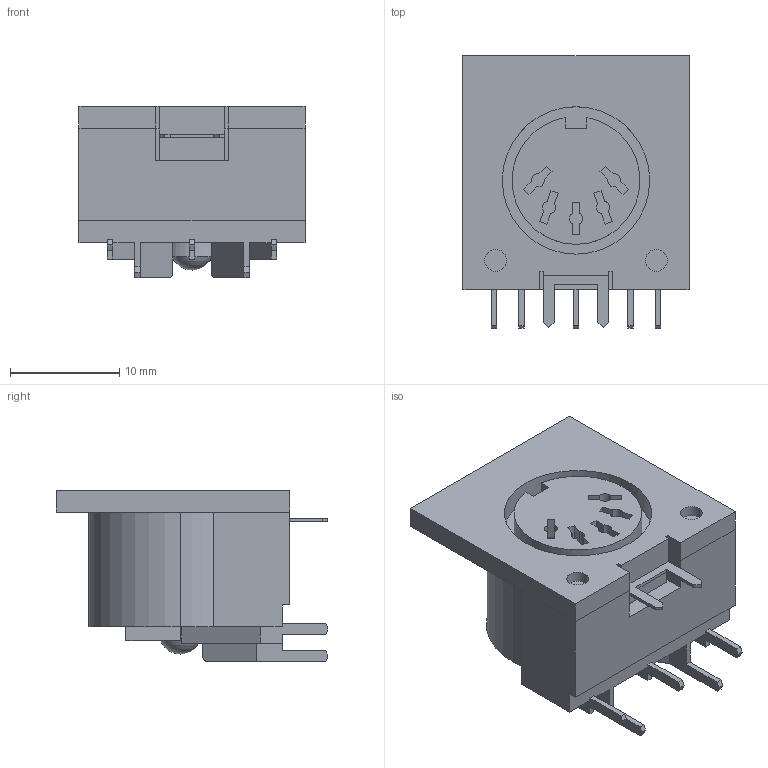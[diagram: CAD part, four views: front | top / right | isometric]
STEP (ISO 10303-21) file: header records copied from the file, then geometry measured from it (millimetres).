
FILE_DESCRIPTION (( 'STEP AP214' ), '1' );
FILE_NAME ('CUI_DEVICES_SDF-50J.step', '2019-10-21T00:00:16', ( '' ), ( '' ), 'SwSTEP 2.0', 'SolidWorks 2019', '' );
FILE_SCHEMA (( 'AUTOMOTIVE_DESIGN' ));
Length unit declared in the file: inch
Products named in the file (1): CUI_DEVICES_SDF-50J
Bounding box: 20.7 x 24.9 x 15.7 mm (x, y, z)
Volume: 4050.3 mm3; surface area: 2907.5 mm2
Topology: 3 solids, 3 shells, 175 faces, 501 edges, 334 vertices
Faces by surface type: plane 139, cylinder 35, sphere 1
Entity records: 7901 total; most frequent: CARTESIAN_POINT 1006, ORIENTED_EDGE 996, DIRECTION 922, EDGE_CURVE 498, LINE 426, VECTOR 426, VERTEX_POINT 332, AXIS2_PLACEMENT_3D 248
